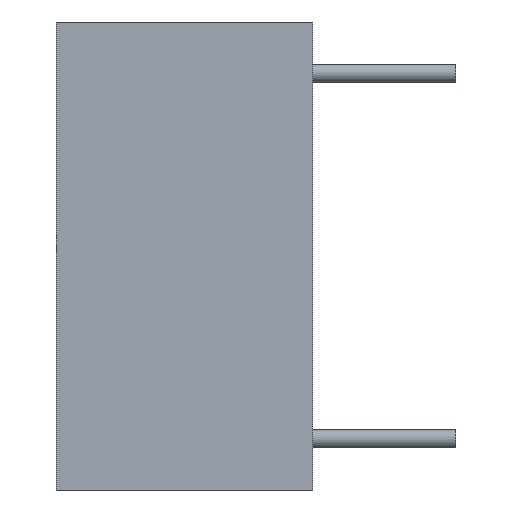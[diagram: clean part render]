
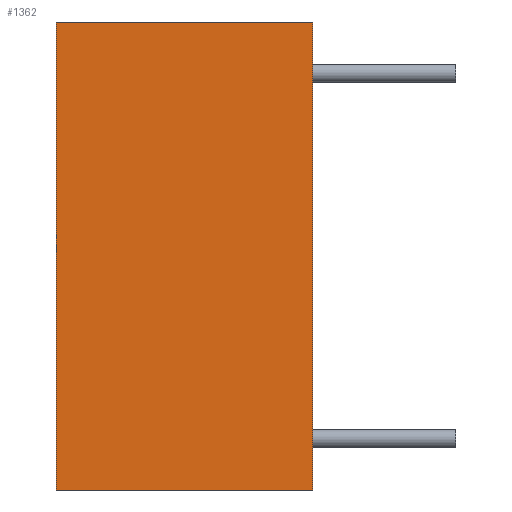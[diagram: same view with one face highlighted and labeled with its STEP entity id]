
A CAD part, left-side view. The second image highlights one B-rep face of the part: STEP entity #1362.
In plain terms, the highlighted planar face has unit normal (-1, 0, 0).
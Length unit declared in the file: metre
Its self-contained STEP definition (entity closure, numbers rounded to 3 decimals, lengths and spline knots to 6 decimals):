
#87 = CARTESIAN_POINT ( 'NONE',  ( -0.015011, 0.00701, -0.006401 ) ) ;
#240 = VERTEX_POINT ( 'NONE', #675 ) ;
#248 = VERTEX_POINT ( 'NONE', #2120 ) ;
#365 = PLANE ( 'NONE',  #2356 ) ;
#457 = LINE ( 'NONE', #3146, #2779 ) ;
#482 = CARTESIAN_POINT ( 'NONE',  ( -0.015011, 0.00701, 0.006401 ) ) ;
#560 = DIRECTION ( 'NONE',  ( 0., 0., 1. ) ) ;
#675 = CARTESIAN_POINT ( 'NONE',  ( -0.015011, 0., -0.006401 ) ) ;
#764 = ORIENTED_EDGE ( 'NONE', *, *, #1364, .T. ) ;
#1093 = DIRECTION ( 'NONE',  ( 0., 0., 1. ) ) ;
#1142 = EDGE_CURVE ( 'NONE', #1587, #1877, #1397, .T. ) ;
#1328 = ORIENTED_EDGE ( 'NONE', *, *, #2582, .F. ) ;
#1362 = ADVANCED_FACE ( 'NONE', ( #3723 ), #365, .F. ) ;
#1364 = EDGE_CURVE ( 'NONE', #248, #240, #1916, .T. ) ;
#1397 = LINE ( 'NONE', #3130, #2854 ) ;
#1422 = VECTOR ( 'NONE', #560, 1. ) ;
#1547 = CARTESIAN_POINT ( 'NONE',  ( -0.015011, 0.00701, 0.006401 ) ) ;
#1587 = VERTEX_POINT ( 'NONE', #482 ) ;
#1600 = CARTESIAN_POINT ( 'NONE',  ( -0.015011, 0., 0.006401 ) ) ;
#1839 = DIRECTION ( 'NONE',  ( 0., 0., -1. ) ) ;
#1877 = VERTEX_POINT ( 'NONE', #1600 ) ;
#1916 = LINE ( 'NONE', #87, #3451 ) ;
#2120 = CARTESIAN_POINT ( 'NONE',  ( -0.015011, 0.00701, -0.006401 ) ) ;
#2248 = EDGE_LOOP ( 'NONE', ( #3162, #3252, #1328, #764 ) ) ;
#2298 = CARTESIAN_POINT ( 'NONE',  ( -0.015011, 0., 0.006401 ) ) ;
#2356 = AXIS2_PLACEMENT_3D ( 'NONE', #1547, #3568, #1839 ) ;
#2400 = DIRECTION ( 'NONE',  ( 0., -1., 0. ) ) ;
#2582 = EDGE_CURVE ( 'NONE', #248, #1587, #457, .T. ) ;
#2779 = VECTOR ( 'NONE', #1093, 1. ) ;
#2854 = VECTOR ( 'NONE', #3746, 1. ) ;
#3130 = CARTESIAN_POINT ( 'NONE',  ( -0.015011, 0.00701, 0.006401 ) ) ;
#3146 = CARTESIAN_POINT ( 'NONE',  ( -0.015011, 0.00701, 0.006401 ) ) ;
#3162 = ORIENTED_EDGE ( 'NONE', *, *, #3683, .T. ) ;
#3252 = ORIENTED_EDGE ( 'NONE', *, *, #1142, .F. ) ;
#3451 = VECTOR ( 'NONE', #2400, 1. ) ;
#3568 = DIRECTION ( 'NONE',  ( 1., 0., 0. ) ) ;
#3649 = LINE ( 'NONE', #2298, #1422 ) ;
#3683 = EDGE_CURVE ( 'NONE', #240, #1877, #3649, .T. ) ;
#3723 = FACE_OUTER_BOUND ( 'NONE', #2248, .T. ) ;
#3746 = DIRECTION ( 'NONE',  ( 0., -1., 0. ) ) ;
